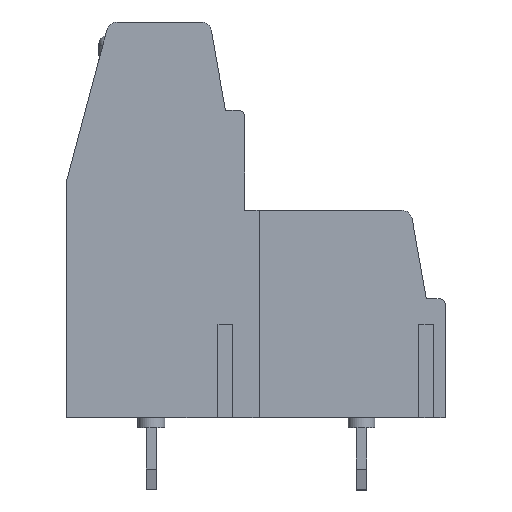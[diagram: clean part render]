
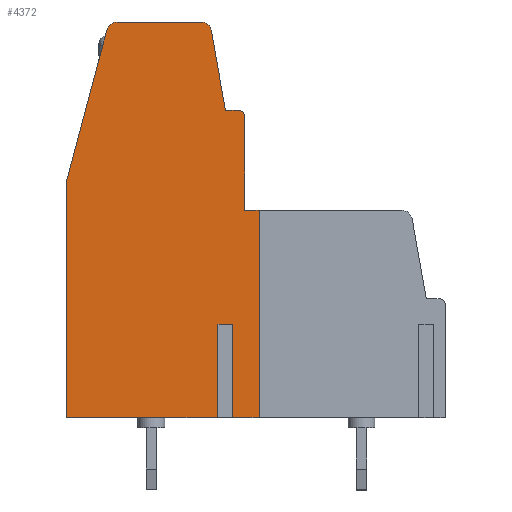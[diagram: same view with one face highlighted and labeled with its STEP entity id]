
A CAD part, top view. The second image highlights one B-rep face of the part: STEP entity #4372.
In plain terms, the highlighted planar face has unit normal (0, 0, 1).
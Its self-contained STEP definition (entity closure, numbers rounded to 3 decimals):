
#81=CIRCLE('',#4632,0.3);
#82=CIRCLE('',#4633,0.5);
#83=CIRCLE('',#4634,0.5);
#196=FACE_OUTER_BOUND('',#440,.T.);
#440=EDGE_LOOP('',(#2709,#2710,#2711,#2712,#2713,#2714,#2715,#2716,#2717,
#2718,#2719,#2720,#2721,#2722,#2723,#2724,#2725));
#722=LINE('',#6246,#1212);
#723=LINE('',#6248,#1213);
#724=LINE('',#6250,#1214);
#725=LINE('',#6252,#1215);
#726=LINE('',#6254,#1216);
#727=LINE('',#6256,#1217);
#728=LINE('',#6258,#1218);
#729=LINE('',#6260,#1219);
#730=LINE('',#6262,#1220);
#731=LINE('',#6264,#1221);
#732=LINE('',#6266,#1222);
#733=LINE('',#6270,#1223);
#734=LINE('',#6272,#1224);
#735=LINE('',#6276,#1225);
#1212=VECTOR('',#5016,1.);
#1213=VECTOR('',#5017,1.);
#1214=VECTOR('',#5018,1.);
#1215=VECTOR('',#5019,1.);
#1216=VECTOR('',#5020,1.);
#1217=VECTOR('',#5021,1.);
#1218=VECTOR('',#5022,1.);
#1219=VECTOR('',#5023,1.);
#1220=VECTOR('',#5024,1.);
#1221=VECTOR('',#5025,1.);
#1222=VECTOR('',#5026,1.);
#1223=VECTOR('',#5029,1.);
#1224=VECTOR('',#5030,1.);
#1225=VECTOR('',#5033,1.);
#1703=VERTEX_POINT('',#6244);
#1704=VERTEX_POINT('',#6245);
#1705=VERTEX_POINT('',#6247);
#1706=VERTEX_POINT('',#6249);
#1707=VERTEX_POINT('',#6251);
#1708=VERTEX_POINT('',#6253);
#1709=VERTEX_POINT('',#6255);
#1710=VERTEX_POINT('',#6257);
#1711=VERTEX_POINT('',#6259);
#1712=VERTEX_POINT('',#6261);
#1713=VERTEX_POINT('',#6263);
#1714=VERTEX_POINT('',#6265);
#1715=VERTEX_POINT('',#6267);
#1716=VERTEX_POINT('',#6269);
#1717=VERTEX_POINT('',#6271);
#1718=VERTEX_POINT('',#6273);
#1719=VERTEX_POINT('',#6275);
#2095=EDGE_CURVE('',#1703,#1704,#722,.T.);
#2096=EDGE_CURVE('',#1704,#1705,#723,.T.);
#2097=EDGE_CURVE('',#1706,#1705,#724,.T.);
#2098=EDGE_CURVE('',#1707,#1706,#725,.T.);
#2099=EDGE_CURVE('',#1707,#1708,#726,.T.);
#2100=EDGE_CURVE('',#1709,#1708,#727,.T.);
#2101=EDGE_CURVE('',#1709,#1710,#728,.T.);
#2102=EDGE_CURVE('',#1711,#1710,#729,.T.);
#2103=EDGE_CURVE('',#1711,#1712,#730,.T.);
#2104=EDGE_CURVE('',#1713,#1712,#731,.T.);
#2105=EDGE_CURVE('',#1714,#1713,#732,.T.);
#2106=EDGE_CURVE('',#1715,#1714,#81,.T.);
#2107=EDGE_CURVE('',#1716,#1715,#733,.T.);
#2108=EDGE_CURVE('',#1717,#1716,#734,.T.);
#2109=EDGE_CURVE('',#1718,#1717,#82,.T.);
#2110=EDGE_CURVE('',#1718,#1719,#735,.T.);
#2111=EDGE_CURVE('',#1703,#1719,#83,.T.);
#2709=ORIENTED_EDGE('',*,*,#2095,.T.);
#2710=ORIENTED_EDGE('',*,*,#2096,.T.);
#2711=ORIENTED_EDGE('',*,*,#2097,.F.);
#2712=ORIENTED_EDGE('',*,*,#2098,.F.);
#2713=ORIENTED_EDGE('',*,*,#2099,.T.);
#2714=ORIENTED_EDGE('',*,*,#2100,.F.);
#2715=ORIENTED_EDGE('',*,*,#2101,.T.);
#2716=ORIENTED_EDGE('',*,*,#2102,.F.);
#2717=ORIENTED_EDGE('',*,*,#2103,.T.);
#2718=ORIENTED_EDGE('',*,*,#2104,.F.);
#2719=ORIENTED_EDGE('',*,*,#2105,.F.);
#2720=ORIENTED_EDGE('',*,*,#2106,.F.);
#2721=ORIENTED_EDGE('',*,*,#2107,.F.);
#2722=ORIENTED_EDGE('',*,*,#2108,.F.);
#2723=ORIENTED_EDGE('',*,*,#2109,.F.);
#2724=ORIENTED_EDGE('',*,*,#2110,.T.);
#2725=ORIENTED_EDGE('',*,*,#2111,.F.);
#3926=PLANE('',#4631);
#4372=ADVANCED_FACE('',(#196),#3926,.F.);
#4631=AXIS2_PLACEMENT_3D('',#6243,#5014,#5015);
#4632=AXIS2_PLACEMENT_3D('',#6268,#5027,#5028);
#4633=AXIS2_PLACEMENT_3D('',#6274,#5031,#5032);
#4634=AXIS2_PLACEMENT_3D('',#6277,#5034,#5035);
#5014=DIRECTION('center_axis',(0.,0.,-1.));
#5015=DIRECTION('ref_axis',(0.,-1.,0.));
#5016=DIRECTION('',(-0.259,-0.966,0.));
#5017=DIRECTION('',(-0.258,-0.966,0.));
#5018=DIRECTION('',(0.,1.,0.));
#5019=DIRECTION('',(-1.,0.,0.));
#5020=DIRECTION('',(0.,1.,0.));
#5021=DIRECTION('',(-1.,0.,0.));
#5022=DIRECTION('',(0.,-1.,0.));
#5023=DIRECTION('',(-1.,0.,0.));
#5024=DIRECTION('',(0.,1.,0.));
#5025=DIRECTION('',(1.,0.,0.));
#5026=DIRECTION('',(0.,-1.,0.));
#5027=DIRECTION('center_axis',(0.,0.,-1.));
#5028=DIRECTION('ref_axis',(-1.,0.,0.));
#5029=DIRECTION('',(1.,0.,0.));
#5030=DIRECTION('',(0.174,-0.985,0.));
#5031=DIRECTION('center_axis',(0.,0.,-1.));
#5032=DIRECTION('ref_axis',(-1.,0.,0.));
#5033=DIRECTION('',(-1.,0.,0.));
#5034=DIRECTION('center_axis',(0.,0.,-1.));
#5035=DIRECTION('ref_axis',(-1.,0.,0.));
#6243=CARTESIAN_POINT('Origin',(-72.612,-18.464,2.54));
#6244=CARTESIAN_POINT('',(-16.349,18.729,2.54));
#6245=CARTESIAN_POINT('',(-16.75,17.234,2.54));
#6246=CARTESIAN_POINT('',(-16.349,18.729,2.54));
#6247=CARTESIAN_POINT('',(-18.3,11.419,2.54));
#6248=CARTESIAN_POINT('',(-16.75,17.234,2.54));
#6249=CARTESIAN_POINT('',(-18.3,0.,2.54));
#6250=CARTESIAN_POINT('',(-18.3,11.07,2.54));
#6251=CARTESIAN_POINT('',(-10.837,0.,2.54));
#6252=CARTESIAN_POINT('',(49.022,0.,2.54));
#6253=CARTESIAN_POINT('',(-10.837,4.5,2.54));
#6254=CARTESIAN_POINT('',(-10.837,-33.205,2.54));
#6255=CARTESIAN_POINT('',(-10.423,4.5,2.54));
#6256=CARTESIAN_POINT('',(39.317,4.5,2.54));
#6257=CARTESIAN_POINT('',(-10.423,0.,2.54));
#6258=CARTESIAN_POINT('',(-10.423,-33.205,2.54));
#6259=CARTESIAN_POINT('',(-9.,0.,2.54));
#6260=CARTESIAN_POINT('',(49.022,0.,2.54));
#6261=CARTESIAN_POINT('',(-9.,10.,2.54));
#6262=CARTESIAN_POINT('',(-9.,-42.225,2.54));
#6263=CARTESIAN_POINT('',(-9.7,10.,2.54));
#6264=CARTESIAN_POINT('',(-9.7,10.,2.54));
#6265=CARTESIAN_POINT('',(-9.7,14.53,2.54));
#6266=CARTESIAN_POINT('',(-9.7,-42.225,2.54));
#6267=CARTESIAN_POINT('',(-10.,14.83,2.54));
#6268=CARTESIAN_POINT('Origin',(-10.,14.53,2.54));
#6269=CARTESIAN_POINT('',(-10.627,14.83,2.54));
#6270=CARTESIAN_POINT('',(-10.627,14.83,2.54));
#6271=CARTESIAN_POINT('',(-11.307,18.687,2.54));
#6272=CARTESIAN_POINT('',(-11.307,18.687,2.54));
#6273=CARTESIAN_POINT('',(-11.8,19.1,2.54));
#6274=CARTESIAN_POINT('Origin',(-11.8,18.6,2.54));
#6275=CARTESIAN_POINT('',(-15.866,19.1,2.54));
#6276=CARTESIAN_POINT('',(-11.8,19.1,2.54));
#6277=CARTESIAN_POINT('Origin',(-15.866,18.6,2.54));
